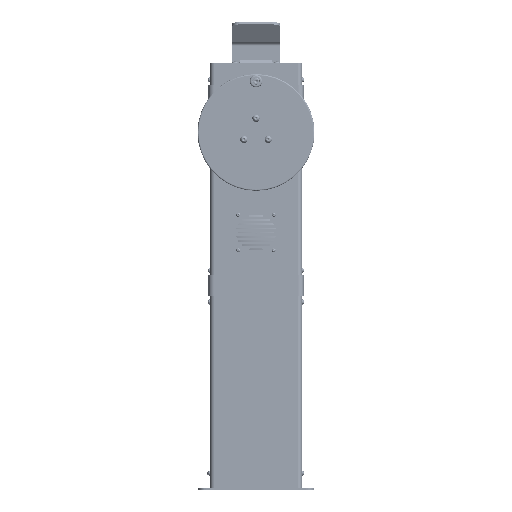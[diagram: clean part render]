
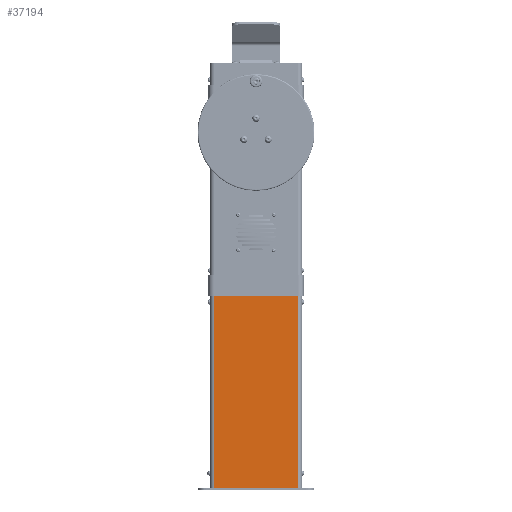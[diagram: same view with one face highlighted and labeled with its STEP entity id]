
A CAD part, top view. The second image highlights one B-rep face of the part: STEP entity #37194.
In plain terms, the highlighted planar face has unit normal (0, 0, 1).
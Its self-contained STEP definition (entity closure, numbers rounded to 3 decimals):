
#2670 = LINE ( 'NONE', #229830, #64906 ) ;
#8502 = DIRECTION ( 'NONE',  ( -1., 0., 0. ) ) ;
#10117 = ORIENTED_EDGE ( 'NONE', *, *, #183895, .F. ) ;
#13519 = ORIENTED_EDGE ( 'NONE', *, *, #116606, .T. ) ;
#13748 = EDGE_CURVE ( 'NONE', #148615, #58411, #51624, .T. ) ;
#21891 = CARTESIAN_POINT ( 'NONE',  ( -20., 240., 0. ) ) ;
#24298 = EDGE_CURVE ( 'NONE', #159966, #229989, #96883, .T. ) ;
#26857 = FACE_OUTER_BOUND ( 'NONE', #152614, .T. ) ;
#27270 = CARTESIAN_POINT ( 'NONE',  ( -110., 240., 0. ) ) ;
#29930 = EDGE_CURVE ( 'NONE', #179234, #130782, #99280, .T. ) ;
#32433 = LINE ( 'NONE', #69875, #133334 ) ;
#36650 = DIRECTION ( 'NONE',  ( 0., -1., 0. ) ) ;
#37194 = ADVANCED_FACE ( 'NONE', ( #26857 ), #78430, .F. ) ;
#37444 = VECTOR ( 'NONE', #8502, 1000. ) ;
#37649 = DIRECTION ( 'NONE',  ( -1., 0., 0. ) ) ;
#37896 = EDGE_CURVE ( 'NONE', #53737, #149323, #112789, .T. ) ;
#40703 = CARTESIAN_POINT ( 'NONE',  ( -100., -240., 0. ) ) ;
#40989 = AXIS2_PLACEMENT_3D ( 'NONE', #169682, #58534, #129961 ) ;
#43461 = VERTEX_POINT ( 'NONE', #120361 ) ;
#47264 = VECTOR ( 'NONE', #37649, 1000. ) ;
#51624 = CIRCLE ( 'NONE', #81574, 2.5 ) ;
#51998 = AXIS2_PLACEMENT_3D ( 'NONE', #152760, #98995, #97834 ) ;
#52416 = ORIENTED_EDGE ( 'NONE', *, *, #80370, .T. ) ;
#52901 = ORIENTED_EDGE ( 'NONE', *, *, #147649, .F. ) ;
#53737 = VERTEX_POINT ( 'NONE', #21891 ) ;
#56017 = EDGE_CURVE ( 'NONE', #229989, #43461, #110265, .T. ) ;
#56778 = EDGE_CURVE ( 'NONE', #179234, #215006, #133197, .T. ) ;
#58411 = VERTEX_POINT ( 'NONE', #226891 ) ;
#58534 = DIRECTION ( 'NONE',  ( 0., 0., -1. ) ) ;
#61756 = DIRECTION ( 'NONE',  ( 0., 1., 0. ) ) ;
#63854 = ORIENTED_EDGE ( 'NONE', *, *, #37896, .T. ) ;
#64906 = VECTOR ( 'NONE', #36650, 1000. ) ;
#67902 = ORIENTED_EDGE ( 'NONE', *, *, #56778, .T. ) ;
#69875 = CARTESIAN_POINT ( 'NONE',  ( -110., -240., 0. ) ) ;
#74250 = CARTESIAN_POINT ( 'NONE',  ( -15., 235., 0. ) ) ;
#76558 = DIRECTION ( 'NONE',  ( -1., 0., 0. ) ) ;
#77939 = CARTESIAN_POINT ( 'NONE',  ( 100., 240., 0. ) ) ;
#78430 = PLANE ( 'NONE',  #40989 ) ;
#80370 = EDGE_CURVE ( 'NONE', #159271, #53737, #180075, .T. ) ;
#80613 = DIRECTION ( 'NONE',  ( 0., 0., -1. ) ) ;
#81574 = AXIS2_PLACEMENT_3D ( 'NONE', #74250, #165504, #76558 ) ;
#82740 = CARTESIAN_POINT ( 'NONE',  ( -17.5, 240., 0. ) ) ;
#85898 = ORIENTED_EDGE ( 'NONE', *, *, #56017, .T. ) ;
#90867 = CARTESIAN_POINT ( 'NONE',  ( -20., 237.5, 0. ) ) ;
#94109 = AXIS2_PLACEMENT_3D ( 'NONE', #90867, #129426, #162212 ) ;
#96883 = LINE ( 'NONE', #186921, #159140 ) ;
#96961 = CARTESIAN_POINT ( 'NONE',  ( 17.5, 240., 0. ) ) ;
#97789 = CARTESIAN_POINT ( 'NONE',  ( -100., 240., 0. ) ) ;
#97834 = DIRECTION ( 'NONE',  ( -1., 0., 0. ) ) ;
#98214 = DIRECTION ( 'NONE',  ( 1., 0., 0. ) ) ;
#98226 = CARTESIAN_POINT ( 'NONE',  ( 15., 235., 0. ) ) ;
#98995 = DIRECTION ( 'NONE',  ( 0., 0., 1. ) ) ;
#99280 = LINE ( 'NONE', #96961, #209092 ) ;
#105957 = CARTESIAN_POINT ( 'NONE',  ( -17.5, 237.5, 0. ) ) ;
#110265 = LINE ( 'NONE', #216761, #47264 ) ;
#112789 = LINE ( 'NONE', #27270, #37444 ) ;
#116606 = EDGE_CURVE ( 'NONE', #43461, #130782, #164308, .T. ) ;
#116709 = DIRECTION ( 'NONE',  ( 0., 1., 0. ) ) ;
#118040 = CARTESIAN_POINT ( 'NONE',  ( -17.5, 232.5, 0. ) ) ;
#118346 = ORIENTED_EDGE ( 'NONE', *, *, #29930, .F. ) ;
#120361 = CARTESIAN_POINT ( 'NONE',  ( 20., 240., 0. ) ) ;
#124602 = ORIENTED_EDGE ( 'NONE', *, *, #226148, .T. ) ;
#129426 = DIRECTION ( 'NONE',  ( 0., 0., 1. ) ) ;
#129961 = DIRECTION ( 'NONE',  ( -1., 0., 0. ) ) ;
#130782 = VERTEX_POINT ( 'NONE', #179427 ) ;
#130821 = LINE ( 'NONE', #82740, #188464 ) ;
#133197 = CIRCLE ( 'NONE', #196649, 2.5 ) ;
#133334 = VECTOR ( 'NONE', #227939, 1000. ) ;
#134464 = CARTESIAN_POINT ( 'NONE',  ( 100., -240., 0. ) ) ;
#147649 = EDGE_CURVE ( 'NONE', #159271, #58411, #130821, .T. ) ;
#148615 = VERTEX_POINT ( 'NONE', #189549 ) ;
#149323 = VERTEX_POINT ( 'NONE', #97789 ) ;
#152614 = EDGE_LOOP ( 'NONE', ( #85898, #13519, #118346, #67902, #10117, #193489, #52901, #52416, #63854, #124602, #166416, #173505 ) ) ;
#152760 = CARTESIAN_POINT ( 'NONE',  ( 20., 237.5, 0. ) ) ;
#159140 = VECTOR ( 'NONE', #116709, 1000. ) ;
#159271 = VERTEX_POINT ( 'NONE', #105957 ) ;
#159966 = VERTEX_POINT ( 'NONE', #134464 ) ;
#162212 = DIRECTION ( 'NONE',  ( -1., 0., 0. ) ) ;
#164308 = CIRCLE ( 'NONE', #51998, 2.5 ) ;
#165504 = DIRECTION ( 'NONE',  ( 0., 0., -1. ) ) ;
#166416 = ORIENTED_EDGE ( 'NONE', *, *, #177150, .T. ) ;
#169682 = CARTESIAN_POINT ( 'NONE',  ( 0., 0., 0. ) ) ;
#173505 = ORIENTED_EDGE ( 'NONE', *, *, #24298, .T. ) ;
#177150 = EDGE_CURVE ( 'NONE', #203217, #159966, #32433, .T. ) ;
#178771 = DIRECTION ( 'NONE',  ( -1., 0., 0. ) ) ;
#179234 = VERTEX_POINT ( 'NONE', #216775 ) ;
#179427 = CARTESIAN_POINT ( 'NONE',  ( 17.5, 237.5, 0. ) ) ;
#180075 = CIRCLE ( 'NONE', #94109, 2.5 ) ;
#180770 = VECTOR ( 'NONE', #98214, 1000. ) ;
#183895 = EDGE_CURVE ( 'NONE', #148615, #215006, #188262, .T. ) ;
#186921 = CARTESIAN_POINT ( 'NONE',  ( 100., -240., 0. ) ) ;
#188262 = LINE ( 'NONE', #118040, #180770 ) ;
#188464 = VECTOR ( 'NONE', #219746, 1000. ) ;
#189549 = CARTESIAN_POINT ( 'NONE',  ( -15., 232.5, 0. ) ) ;
#193489 = ORIENTED_EDGE ( 'NONE', *, *, #13748, .T. ) ;
#196649 = AXIS2_PLACEMENT_3D ( 'NONE', #98226, #80613, #178771 ) ;
#203217 = VERTEX_POINT ( 'NONE', #40703 ) ;
#209092 = VECTOR ( 'NONE', #61756, 1000. ) ;
#215006 = VERTEX_POINT ( 'NONE', #215905 ) ;
#215905 = CARTESIAN_POINT ( 'NONE',  ( 15., 232.5, 0. ) ) ;
#216761 = CARTESIAN_POINT ( 'NONE',  ( -110., 240., 0. ) ) ;
#216775 = CARTESIAN_POINT ( 'NONE',  ( 17.5, 235., 0. ) ) ;
#219746 = DIRECTION ( 'NONE',  ( 0., -1., 0. ) ) ;
#226148 = EDGE_CURVE ( 'NONE', #149323, #203217, #2670, .T. ) ;
#226891 = CARTESIAN_POINT ( 'NONE',  ( -17.5, 235., 0. ) ) ;
#227939 = DIRECTION ( 'NONE',  ( 1., 0., 0. ) ) ;
#229830 = CARTESIAN_POINT ( 'NONE',  ( -100., 240., 0. ) ) ;
#229989 = VERTEX_POINT ( 'NONE', #77939 ) ;
